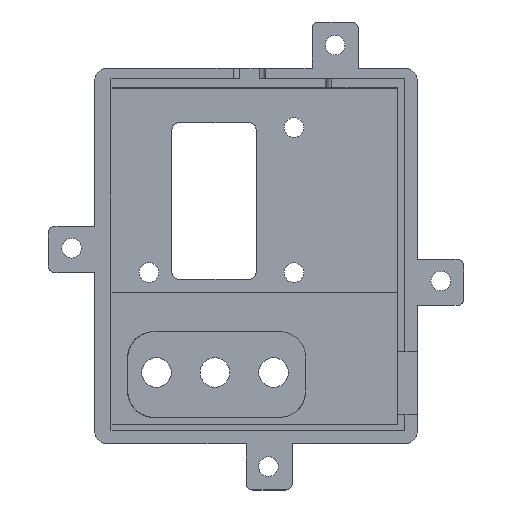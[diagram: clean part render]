
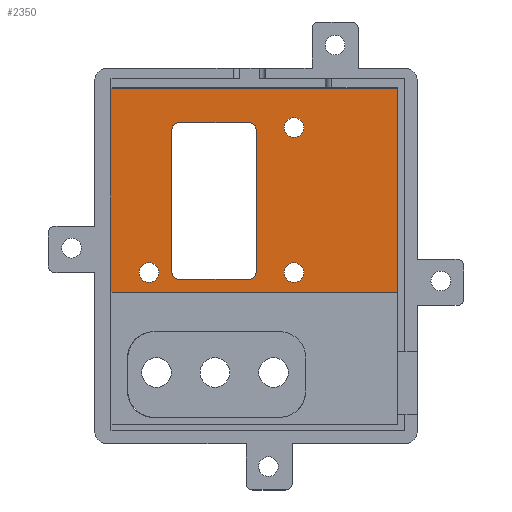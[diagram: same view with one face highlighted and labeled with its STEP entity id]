
A CAD part, top view. The second image highlights one B-rep face of the part: STEP entity #2350.
In plain terms, the highlighted planar face has unit normal (0, 0, 1).
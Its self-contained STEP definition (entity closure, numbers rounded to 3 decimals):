
#95=FACE_BOUND('',#443,.T.);
#96=FACE_BOUND('',#444,.T.);
#97=FACE_BOUND('',#445,.T.);
#98=FACE_BOUND('',#446,.T.);
#170=CIRCLE('',#2525,1.);
#171=CIRCLE('',#2528,1.);
#172=CIRCLE('',#2531,1.);
#173=CIRCLE('',#2533,1.);
#196=CIRCLE('',#2579,1.5);
#197=CIRCLE('',#2581,1.5);
#198=CIRCLE('',#2583,1.5);
#305=FACE_OUTER_BOUND('',#442,.T.);
#442=EDGE_LOOP('',(#1962,#1963,#1964,#1965));
#443=EDGE_LOOP('',(#1966));
#444=EDGE_LOOP('',(#1967));
#445=EDGE_LOOP('',(#1968,#1969,#1970,#1971,#1972,#1973,#1974,#1975));
#446=EDGE_LOOP('',(#1976));
#524=LINE('',#3416,#748);
#626=LINE('',#3889,#850);
#629=LINE('',#3897,#853);
#633=LINE('',#3909,#857);
#634=LINE('',#3911,#858);
#667=LINE('',#4029,#891);
#673=LINE('',#4053,#897);
#674=LINE('',#4054,#898);
#748=VECTOR('',#2699,10.);
#850=VECTOR('',#3001,10.);
#853=VECTOR('',#3010,10.);
#857=VECTOR('',#3024,10.);
#858=VECTOR('',#3027,10.);
#891=VECTOR('',#3136,10.);
#897=VECTOR('',#3164,10.);
#898=VECTOR('',#3165,10.);
#968=VERTEX_POINT('',#3413);
#969=VERTEX_POINT('',#3415);
#1090=VERTEX_POINT('',#3881);
#1091=VERTEX_POINT('',#3883);
#1092=VERTEX_POINT('',#3887);
#1093=VERTEX_POINT('',#3891);
#1094=VERTEX_POINT('',#3895);
#1095=VERTEX_POINT('',#3899);
#1096=VERTEX_POINT('',#3903);
#1097=VERTEX_POINT('',#3905);
#1126=VERTEX_POINT('',#4028);
#1130=VERTEX_POINT('',#4040);
#1131=VERTEX_POINT('',#4044);
#1132=VERTEX_POINT('',#4048);
#1133=VERTEX_POINT('',#4052);
#1194=EDGE_CURVE('',#968,#969,#524,.F.);
#1360=EDGE_CURVE('',#1090,#1091,#170,.T.);
#1363=EDGE_CURVE('',#1090,#1092,#626,.T.);
#1365=EDGE_CURVE('',#1093,#1092,#171,.T.);
#1367=EDGE_CURVE('',#1093,#1094,#629,.T.);
#1369=EDGE_CURVE('',#1095,#1094,#172,.T.);
#1371=EDGE_CURVE('',#1096,#1097,#173,.T.);
#1373=EDGE_CURVE('',#1095,#1097,#633,.T.);
#1374=EDGE_CURVE('',#1096,#1091,#634,.T.);
#1426=EDGE_CURVE('',#1126,#969,#667,.T.);
#1433=EDGE_CURVE('',#1130,#1130,#196,.T.);
#1435=EDGE_CURVE('',#1131,#1131,#197,.T.);
#1436=EDGE_CURVE('',#1132,#1132,#198,.T.);
#1438=EDGE_CURVE('',#1133,#968,#673,.F.);
#1439=EDGE_CURVE('',#1126,#1133,#674,.F.);
#1962=ORIENTED_EDGE('',*,*,#1426,.T.);
#1963=ORIENTED_EDGE('',*,*,#1194,.F.);
#1964=ORIENTED_EDGE('',*,*,#1438,.F.);
#1965=ORIENTED_EDGE('',*,*,#1439,.F.);
#1966=ORIENTED_EDGE('',*,*,#1433,.T.);
#1967=ORIENTED_EDGE('',*,*,#1435,.T.);
#1968=ORIENTED_EDGE('',*,*,#1373,.T.);
#1969=ORIENTED_EDGE('',*,*,#1371,.F.);
#1970=ORIENTED_EDGE('',*,*,#1374,.T.);
#1971=ORIENTED_EDGE('',*,*,#1360,.F.);
#1972=ORIENTED_EDGE('',*,*,#1363,.T.);
#1973=ORIENTED_EDGE('',*,*,#1365,.F.);
#1974=ORIENTED_EDGE('',*,*,#1367,.T.);
#1975=ORIENTED_EDGE('',*,*,#1369,.F.);
#1976=ORIENTED_EDGE('',*,*,#1436,.T.);
#2247=PLANE('',#2584);
#2350=ADVANCED_FACE('',(#305,#95,#96,#97,#98),#2247,.F.);
#2525=AXIS2_PLACEMENT_3D('',#3884,#2995,#2996);
#2528=AXIS2_PLACEMENT_3D('',#3893,#3005,#3006);
#2531=AXIS2_PLACEMENT_3D('',#3901,#3014,#3015);
#2533=AXIS2_PLACEMENT_3D('',#3906,#3019,#3020);
#2579=AXIS2_PLACEMENT_3D('',#4042,#3150,#3151);
#2581=AXIS2_PLACEMENT_3D('',#4046,#3155,#3156);
#2583=AXIS2_PLACEMENT_3D('',#4049,#3159,#3160);
#2584=AXIS2_PLACEMENT_3D('',#4051,#3162,#3163);
#2699=DIRECTION('',(0.,1.,0.));
#2995=DIRECTION('center_axis',(0.,0.,
1.));
#2996=DIRECTION('ref_axis',(-0.707,-0.707,0.));
#3001=DIRECTION('',(0.,1.,0.));
#3005=DIRECTION('center_axis',(0.,0.,
1.));
#3006=DIRECTION('ref_axis',(-0.707,0.707,0.));
#3010=DIRECTION('',(1.,0.,0.));
#3014=DIRECTION('center_axis',(0.,0.,
1.));
#3015=DIRECTION('ref_axis',(0.707,0.707,0.));
#3019=DIRECTION('center_axis',(0.,0.,
1.));
#3020=DIRECTION('ref_axis',(0.707,-0.707,0.));
#3024=DIRECTION('',(0.,-1.,0.));
#3027=DIRECTION('',(-1.,0.,0.));
#3136=DIRECTION('',(1.,0.,0.));
#3150=DIRECTION('center_axis',(0.,0.,
-1.));
#3151=DIRECTION('ref_axis',(-1.,0.,0.));
#3155=DIRECTION('center_axis',(0.,0.,
-1.));
#3156=DIRECTION('ref_axis',(-1.,0.,0.));
#3159=DIRECTION('center_axis',(0.,0.,
-1.));
#3160=DIRECTION('ref_axis',(1.,0.,0.));
#3162=DIRECTION('center_axis',(0.,0.,
-1.));
#3163=DIRECTION('ref_axis',(-1.,0.,0.));
#3164=DIRECTION('',(-1.,0.,0.));
#3165=DIRECTION('',(0.,-1.,0.));
#3413=CARTESIAN_POINT('',(91.004,-48.981,-12.557));
#3415=CARTESIAN_POINT('',(91.004,-79.96,-12.557));
#3416=CARTESIAN_POINT('',(91.004,-61.031,-12.557));
#3881=CARTESIAN_POINT('',(56.754,-76.981,-12.557));
#3883=CARTESIAN_POINT('',(57.754,-77.981,-12.557));
#3884=CARTESIAN_POINT('Origin',(57.754,-76.981,-12.557));
#3887=CARTESIAN_POINT('',(56.754,-55.231,-12.557));
#3889=CARTESIAN_POINT('',(56.754,-64.481,-12.557));
#3891=CARTESIAN_POINT('',(57.754,-54.231,-12.557));
#3893=CARTESIAN_POINT('Origin',(57.754,-55.231,-12.557));
#3895=CARTESIAN_POINT('',(68.504,-54.231,-12.557));
#3897=CARTESIAN_POINT('',(69.754,-54.231,-12.557));
#3899=CARTESIAN_POINT('',(69.504,-55.231,-12.557));
#3901=CARTESIAN_POINT('Origin',(68.504,-55.231,-12.557));
#3903=CARTESIAN_POINT('',(68.504,-77.981,-12.557));
#3905=CARTESIAN_POINT('',(69.504,-76.981,-12.557));
#3906=CARTESIAN_POINT('Origin',(68.504,-76.981,-12.557));
#3909=CARTESIAN_POINT('',(69.504,-76.981,-12.557));
#3911=CARTESIAN_POINT('',(62.504,-77.981,-12.557));
#4028=CARTESIAN_POINT('',(47.504,-79.96,-12.557));
#4029=CARTESIAN_POINT('',(81.754,-79.96,-12.557));
#4040=CARTESIAN_POINT('',(76.76,-76.98,-12.557));
#4042=CARTESIAN_POINT('Origin',(75.26,-76.98,-12.557));
#4044=CARTESIAN_POINT('',(76.766,-54.98,-12.557));
#4046=CARTESIAN_POINT('Origin',(75.266,-54.98,-12.557));
#4048=CARTESIAN_POINT('',(51.76,-76.975,-12.557));
#4049=CARTESIAN_POINT('Origin',(53.26,-76.975,-12.557));
#4051=CARTESIAN_POINT('Origin',(69.504,-74.481,-12.557));
#4052=CARTESIAN_POINT('',(47.504,-48.981,-12.557));
#4053=CARTESIAN_POINT('',(58.504,-48.981,-12.557));
#4054=CARTESIAN_POINT('',(47.504,-61.731,-12.557));
